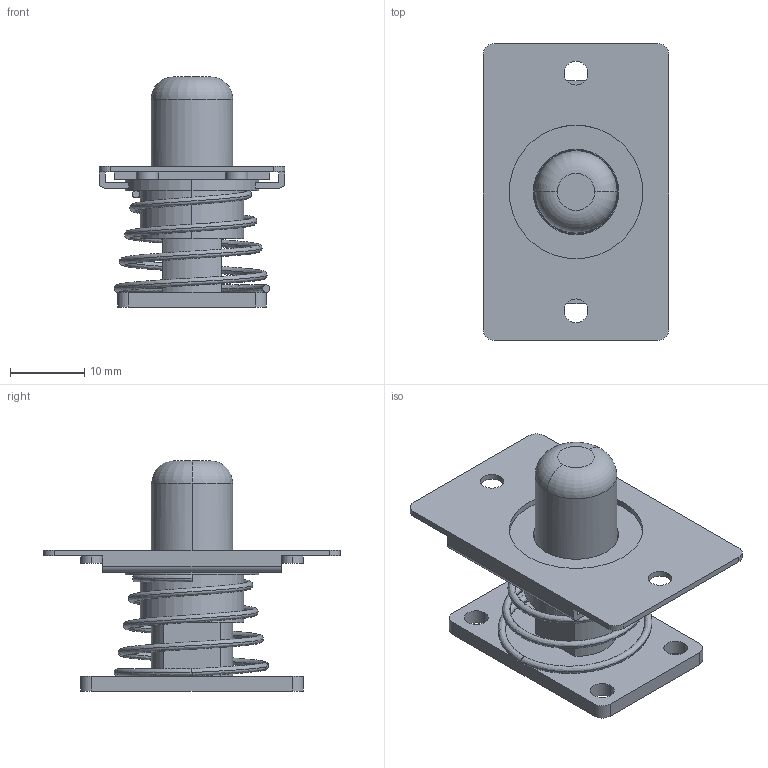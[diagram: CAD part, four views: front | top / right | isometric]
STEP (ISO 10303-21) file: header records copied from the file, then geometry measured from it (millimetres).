
FILE_DESCRIPTION (( 'STEP AP203' ), '1' );
FILE_NAME ('sone3D.STEP', '2013-09-20T04:55:21', ( '' ), ( '' ), 'SwSTEP 2.0', 'SolidWorks 2012', '' );
FILE_SCHEMA (( 'CONFIG_CONTROL_DESIGN' ));
Length unit declared in the file: millimetre
Products named in the file (5): sone3D; C-71ロックプレート_; C-71スプリング_; 俠-71僔儕儞僟乕__岞奐梡; C-71本体__公開用
Assembly tree (4 placements, depth 2):
  sone3D
    C-71本体__公開用
    俠-71僔儕儞僟乕__岞奐梡
    C-71スプリング_
    C-71ロックプレート_
Bounding box: 25 x 40 x 31 mm (x, y, z)
Volume: 5532.6 mm3; surface area: 6623.3 mm2
Topology: 4 solids, 4 shells, 103 faces, 255 edges, 168 vertices
Faces by surface type: plane 50, cylinder 45, bspline 6, torus 2
Entity records: 5722 total; most frequent: CARTESIAN_POINT 2661, DIRECTION 559, ORIENTED_EDGE 510, EDGE_CURVE 255, AXIS2_PLACEMENT_3D 210, VERTEX_POINT 168, LINE 139, VECTOR 139
